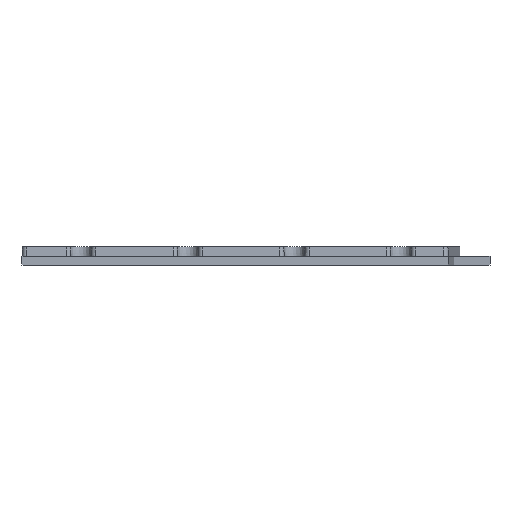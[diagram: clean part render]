
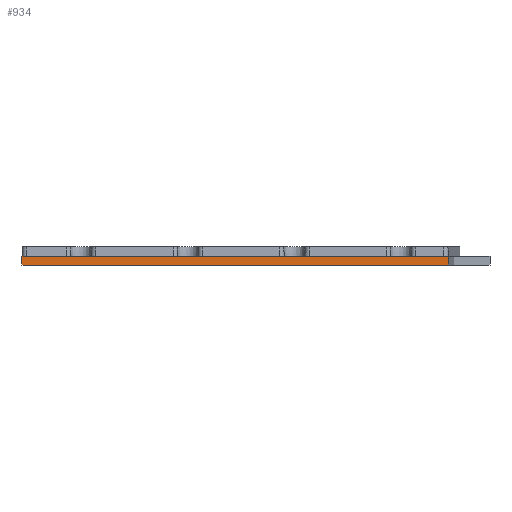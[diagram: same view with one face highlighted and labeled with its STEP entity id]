
A CAD part, left-side view. The second image highlights one B-rep face of the part: STEP entity #934.
In plain terms, the highlighted face is planar.
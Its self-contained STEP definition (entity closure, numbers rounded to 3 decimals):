
#934 = ADVANCED_FACE( '', ( #1203 ), #1204, .T. );
#1203 = FACE_OUTER_BOUND( '', #1698, .T. );
#1204 = PLANE( '', #1699 );
#1698 = EDGE_LOOP( '', ( #2287, #2288, #2289, #2290 ) );
#1699 = AXIS2_PLACEMENT_3D( '', #2291, #2292, #2293 );
#2287 = ORIENTED_EDGE( '', *, *, #4328, .F. );
#2288 = ORIENTED_EDGE( '', *, *, #4343, .F. );
#2289 = ORIENTED_EDGE( '', *, *, #4297, .T. );
#2290 = ORIENTED_EDGE( '', *, *, #4311, .T. );
#2291 = CARTESIAN_POINT( '', ( 189.128, -40., 4. ) );
#2292 = DIRECTION( '', ( 0., -1., 0. ) );
#2293 = DIRECTION( '', ( 1., 0., 0. ) );
#4297 = EDGE_CURVE( '', #4885, #4882, #4886, .T. );
#4311 = EDGE_CURVE( '', #4882, #4910, #4913, .T. );
#4328 = EDGE_CURVE( '', #4941, #4910, #4943, .T. );
#4343 = EDGE_CURVE( '', #4885, #4941, #4965, .T. );
#4882 = VERTEX_POINT( '', #5852 );
#4885 = VERTEX_POINT( '', #5856 );
#4886 = LINE( '', #5857, #5858 );
#4910 = VERTEX_POINT( '', #5888 );
#4913 = LINE( '', #5892, #5893 );
#4941 = VERTEX_POINT( '', #5927 );
#4943 = LINE( '', #5930, #5931 );
#4965 = LINE( '', #5962, #5963 );
#5852 = CARTESIAN_POINT( '', ( -2.722, -40., 4. ) );
#5856 = CARTESIAN_POINT( '', ( 189.128, -40., 4. ) );
#5857 = CARTESIAN_POINT( '', ( 189.128, -40., 4. ) );
#5858 = VECTOR( '', #7975, 1000. );
#5888 = CARTESIAN_POINT( '', ( -2.722, -40., 0. ) );
#5892 = CARTESIAN_POINT( '', ( -2.722, -40., 4. ) );
#5893 = VECTOR( '', #8001, 1000. );
#5927 = CARTESIAN_POINT( '', ( 189.128, -40., 0. ) );
#5930 = CARTESIAN_POINT( '', ( 189.128, -40., 0. ) );
#5931 = VECTOR( '', #8036, 1000. );
#5962 = CARTESIAN_POINT( '', ( 189.128, -40., 4. ) );
#5963 = VECTOR( '', #8061, 1000. );
#7975 = DIRECTION( '', ( -1., 0., 0. ) );
#8001 = DIRECTION( '', ( 0., 0., -1. ) );
#8036 = DIRECTION( '', ( -1., 0., 0. ) );
#8061 = DIRECTION( '', ( 0., 0., -1. ) );
